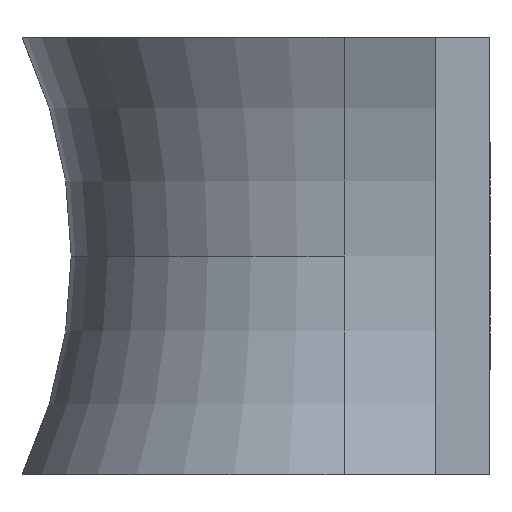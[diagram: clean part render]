
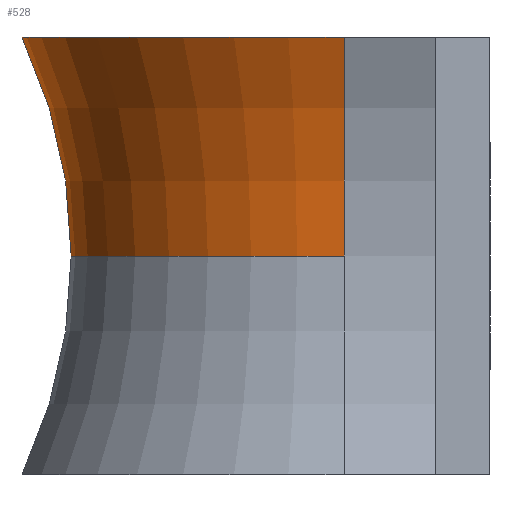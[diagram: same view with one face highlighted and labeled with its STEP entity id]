
A CAD part, left-side view. The second image highlights one B-rep face of the part: STEP entity #528.
In plain terms, the highlighted toroidal (fillet/blend) face has major radius 21.5 mm and minor radius 14 mm.
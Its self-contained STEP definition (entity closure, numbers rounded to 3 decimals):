
#23 = CARTESIAN_POINT ( 'NONE',  ( 8.851, 0., 6. ) ) ;
#33 = DIRECTION ( 'NONE',  ( 1., 0., 0. ) ) ;
#45 = CARTESIAN_POINT ( 'NONE',  ( 21.5, 0., 0. ) ) ;
#47 = TOROIDAL_SURFACE ( 'NONE', #194, 21.5, 14. ) ;
#91 = DIRECTION ( 'NONE',  ( 0., 0., 1. ) ) ;
#116 = CARTESIAN_POINT ( 'NONE',  ( 0., 0., 6. ) ) ;
#118 = EDGE_CURVE ( 'NONE', #410, #139, #262, .T. ) ;
#139 = VERTEX_POINT ( 'NONE', #180 ) ;
#158 = DIRECTION ( 'NONE',  ( 1., 0., 0. ) ) ;
#162 = AXIS2_PLACEMENT_3D ( 'NONE', #116, #415, #158 ) ;
#173 = AXIS2_PLACEMENT_3D ( 'NONE', #439, #190, #480 ) ;
#176 = CIRCLE ( 'NONE', #173, 14. ) ;
#180 = CARTESIAN_POINT ( 'NONE',  ( 7.5, 0., 0. ) ) ;
#182 = FACE_OUTER_BOUND ( 'NONE', #471, .T. ) ;
#190 = DIRECTION ( 'NONE',  ( 0., 1., 0. ) ) ;
#193 = AXIS2_PLACEMENT_3D ( 'NONE', #45, #344, #91 ) ;
#194 = AXIS2_PLACEMENT_3D ( 'NONE', #331, #417, #211 ) ;
#205 = CARTESIAN_POINT ( 'NONE',  ( -8.851, 0., 6. ) ) ;
#210 = EDGE_CURVE ( 'NONE', #462, #486, #176, .T. ) ;
#211 = DIRECTION ( 'NONE',  ( 1., 0., 0. ) ) ;
#247 = CARTESIAN_POINT ( 'NONE',  ( -7.5, 0., 0. ) ) ;
#249 = ORIENTED_EDGE ( 'NONE', *, *, #553, .T. ) ;
#262 = CIRCLE ( 'NONE', #193, 14. ) ;
#276 = AXIS2_PLACEMENT_3D ( 'NONE', #545, #296, #33 ) ;
#296 = DIRECTION ( 'NONE',  ( 0., 0., 1. ) ) ;
#331 = CARTESIAN_POINT ( 'NONE',  ( 0., 0., 0. ) ) ;
#344 = DIRECTION ( 'NONE',  ( 0., -1., 0. ) ) ;
#364 = ORIENTED_EDGE ( 'NONE', *, *, #118, .T. ) ;
#376 = CIRCLE ( 'NONE', #276, 7.5 ) ;
#410 = VERTEX_POINT ( 'NONE', #23 ) ;
#415 = DIRECTION ( 'NONE',  ( 0., 0., 1. ) ) ;
#417 = DIRECTION ( 'NONE',  ( 0., 0., 1. ) ) ;
#418 = CIRCLE ( 'NONE', #162, 8.851 ) ;
#439 = CARTESIAN_POINT ( 'NONE',  ( -21.5, 0., 0. ) ) ;
#442 = EDGE_CURVE ( 'NONE', #410, #462, #418, .T. ) ;
#462 = VERTEX_POINT ( 'NONE', #205 ) ;
#471 = EDGE_LOOP ( 'NONE', ( #364, #249, #551, #558 ) ) ;
#480 = DIRECTION ( 'NONE',  ( 0., 0., 1. ) ) ;
#486 = VERTEX_POINT ( 'NONE', #247 ) ;
#528 = ADVANCED_FACE ( 'NONE', ( #182 ), #47, .F. ) ;
#545 = CARTESIAN_POINT ( 'NONE',  ( 0., 0., 0. ) ) ;
#551 = ORIENTED_EDGE ( 'NONE', *, *, #210, .F. ) ;
#553 = EDGE_CURVE ( 'NONE', #139, #486, #376, .T. ) ;
#558 = ORIENTED_EDGE ( 'NONE', *, *, #442, .F. ) ;
